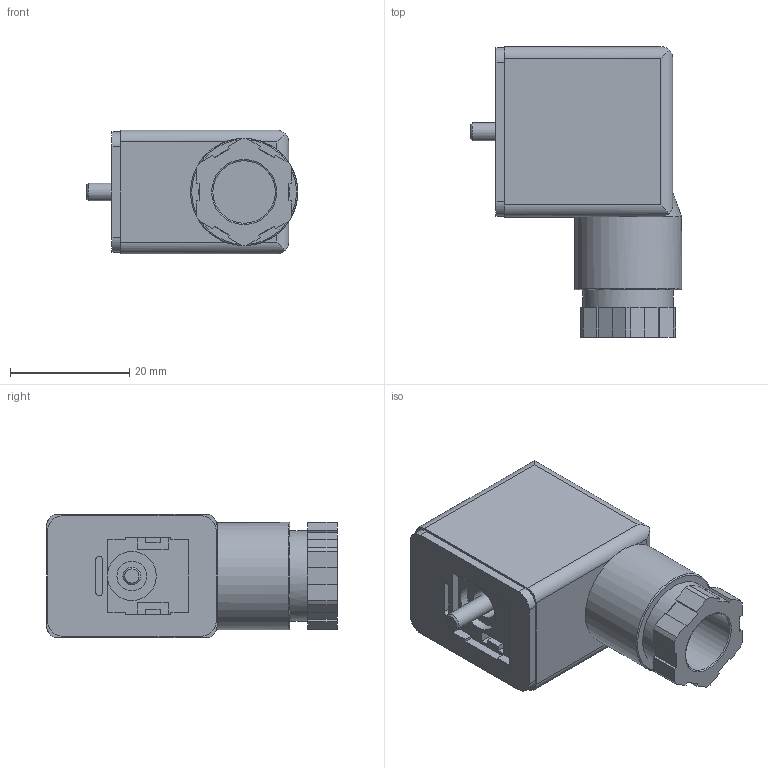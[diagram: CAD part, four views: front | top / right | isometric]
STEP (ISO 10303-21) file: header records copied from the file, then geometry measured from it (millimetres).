
FILE_DESCRIPTION(/* description */ ('STEP AP214'),/* implementation_level */ '2;1');
FILE_NAME(/* name */ '33295_MSSD-V',/* time_stamp */ '2024-09-11T20:23:33+02:00',/* author */ ('License CC BY-ND 4.0'),/* organization */ ('CADENAS'),/* preprocessor_version */ 'ST-DEVELOPER v19.3',/* originating_system */ 'PARTsolutions',/* authorisation */ ' ');
FILE_SCHEMA (('AUTOMOTIVE_DESIGN {1 0 10303 214 3 1 1}'));
Length unit declared in the file: millimetre
Products named in the file (1): 33295 MSSD-V---(0)
Bounding box: 35.5 x 48.8 x 20.8 mm (x, y, z)
Volume: 20603 mm3; surface area: 6998.1 mm2
Topology: 1 solids, 1 shells, 153 faces, 395 edges, 257 vertices
Faces by surface type: plane 118, cylinder 29, cone 4, torus 2
Full cylindrical faces by diameter (mm): 3 x1, 5 x1, 5.5 x1, 6 x1, 8.2 x1, 10.5 x1, 15.2 x1, 18 x1
Entity records: 5635 total; most frequent: CARTESIAN_POINT 812, DIRECTION 764, ORIENTED_EDGE 758, EDGE_CURVE 379, LINE 292, VECTOR 292, VERTEX_POINT 252, AXIS2_PLACEMENT_3D 236
